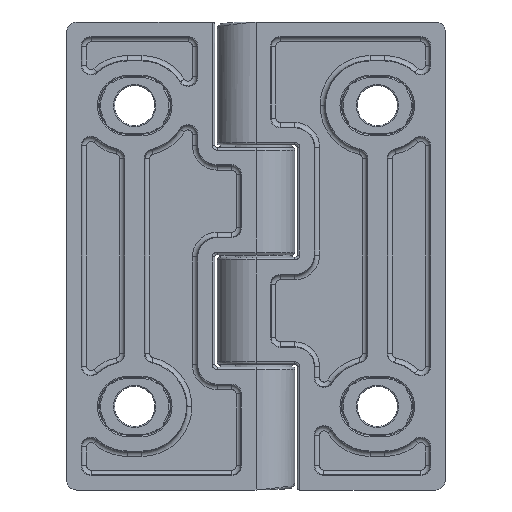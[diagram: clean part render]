
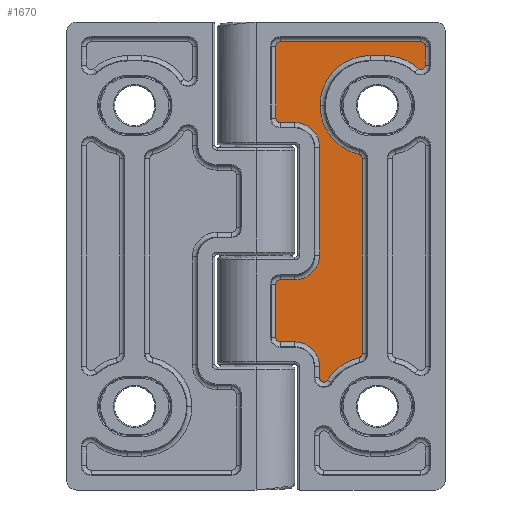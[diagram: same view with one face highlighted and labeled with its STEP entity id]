
A CAD part, front view. The second image highlights one B-rep face of the part: STEP entity #1670.
In plain terms, the highlighted planar face has unit normal (0, -1, 0).
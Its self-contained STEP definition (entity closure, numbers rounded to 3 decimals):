
#1670=ADVANCED_FACE('NONE',(#3761),#3762,.T.);
#3761=FACE_OUTER_BOUND('',#6932,.T.);
#3762=PLANE('',#6933);
#6932=EDGE_LOOP('',(#13213,#13214,#13215,#13216,#13217,#13218,#13219,#13220,#13221,#13222,#13223,#13224,#13225,#13226,#13227,#13228,#13229,#13230,#13231,#13232,#13233,#13234,#13235,#13236,#13237,#13238,#13239));
#6933=AXIS2_PLACEMENT_3D('',#13240,#13241,#13242);
#13213=ORIENTED_EDGE('',*,*,#18059,.T.);
#13214=ORIENTED_EDGE('',*,*,#18060,.T.);
#13215=ORIENTED_EDGE('',*,*,#18061,.T.);
#13216=ORIENTED_EDGE('',*,*,#18062,.T.);
#13217=ORIENTED_EDGE('',*,*,#18063,.T.);
#13218=ORIENTED_EDGE('',*,*,#18064,.T.);
#13219=ORIENTED_EDGE('',*,*,#18065,.T.);
#13220=ORIENTED_EDGE('',*,*,#18066,.T.);
#13221=ORIENTED_EDGE('',*,*,#18067,.T.);
#13222=ORIENTED_EDGE('',*,*,#18068,.T.);
#13223=ORIENTED_EDGE('',*,*,#18069,.T.);
#13224=ORIENTED_EDGE('',*,*,#18070,.T.);
#13225=ORIENTED_EDGE('',*,*,#18071,.T.);
#13226=ORIENTED_EDGE('',*,*,#18072,.T.);
#13227=ORIENTED_EDGE('',*,*,#18073,.T.);
#13228=ORIENTED_EDGE('',*,*,#18074,.T.);
#13229=ORIENTED_EDGE('',*,*,#18075,.T.);
#13230=ORIENTED_EDGE('',*,*,#18076,.T.);
#13231=ORIENTED_EDGE('',*,*,#18077,.T.);
#13232=ORIENTED_EDGE('',*,*,#18078,.T.);
#13233=ORIENTED_EDGE('',*,*,#18079,.T.);
#13234=ORIENTED_EDGE('',*,*,#18080,.T.);
#13235=ORIENTED_EDGE('',*,*,#18081,.T.);
#13236=ORIENTED_EDGE('',*,*,#18082,.T.);
#13237=ORIENTED_EDGE('',*,*,#18083,.T.);
#13238=ORIENTED_EDGE('',*,*,#18084,.T.);
#13239=ORIENTED_EDGE('',*,*,#17494,.T.);
#13240=CARTESIAN_POINT('',(37.589,-5.0,47.8));
#13241=DIRECTION('',(0.,-1.0,0.0));
#13242=DIRECTION('',(0.0,0.0,-1.0));
#17494=EDGE_CURVE('NONE',#20520,#20524,#20526,.T.);
#18059=EDGE_CURVE('NONE',#20524,#21346,#21347,.T.);
#18060=EDGE_CURVE('NONE',#21346,#21348,#21349,.T.);
#18061=EDGE_CURVE('NONE',#21348,#21350,#21351,.T.);
#18062=EDGE_CURVE('NONE',#21350,#21352,#21353,.T.);
#18063=EDGE_CURVE('NONE',#21352,#21354,#21355,.T.);
#18064=EDGE_CURVE('NONE',#21354,#21356,#21357,.T.);
#18065=EDGE_CURVE('NONE',#21356,#21358,#21359,.T.);
#18066=EDGE_CURVE('NONE',#21358,#21360,#21361,.T.);
#18067=EDGE_CURVE('NONE',#21360,#21362,#21363,.T.);
#18068=EDGE_CURVE('NONE',#21362,#21364,#21365,.T.);
#18069=EDGE_CURVE('NONE',#21364,#21366,#21367,.T.);
#18070=EDGE_CURVE('NONE',#21366,#21368,#21369,.T.);
#18071=EDGE_CURVE('NONE',#21368,#21370,#21371,.T.);
#18072=EDGE_CURVE('NONE',#21370,#21372,#21373,.T.);
#18073=EDGE_CURVE('NONE',#21372,#21374,#21375,.T.);
#18074=EDGE_CURVE('NONE',#21374,#21376,#21377,.T.);
#18075=EDGE_CURVE('NONE',#21376,#21378,#21379,.T.);
#18076=EDGE_CURVE('NONE',#21378,#21380,#21381,.T.);
#18077=EDGE_CURVE('NONE',#21380,#21382,#21383,.T.);
#18078=EDGE_CURVE('NONE',#21382,#21384,#21385,.T.);
#18079=EDGE_CURVE('NONE',#21384,#21386,#21387,.T.);
#18080=EDGE_CURVE('NONE',#21386,#21388,#21389,.T.);
#18081=EDGE_CURVE('NONE',#21388,#21390,#21391,.T.);
#18082=EDGE_CURVE('NONE',#21390,#21392,#21393,.T.);
#18083=EDGE_CURVE('NONE',#21392,#21394,#21395,.T.);
#18084=EDGE_CURVE('NONE',#21394,#20520,#21396,.T.);
#20520=VERTEX_POINT('',#24895);
#20524=VERTEX_POINT('NONE',#24899);
#20526=CIRCLE('',#24901,10.299);
#21346=VERTEX_POINT('NONE',#26225);
#21347=LINE('',#26226,#26227);
#21348=VERTEX_POINT('NONE',#26228);
#21349=CIRCLE('',#26229,10.299);
#21350=VERTEX_POINT('NONE',#26230);
#21351=CIRCLE('',#26231,0.894);
#21352=VERTEX_POINT('NONE',#26232);
#21353=LINE('',#26233,#26234);
#21354=VERTEX_POINT('NONE',#26235);
#21355=CIRCLE('',#26236,0.894);
#21356=VERTEX_POINT('NONE',#26237);
#21357=LINE('',#26238,#26239);
#21358=VERTEX_POINT('NONE',#26240);
#21359=CIRCLE('',#26241,0.894);
#21360=VERTEX_POINT('NONE',#26242);
#21361=LINE('',#26243,#26244);
#21362=VERTEX_POINT('NONE',#26245);
#21363=CIRCLE('',#26246,0.894);
#21364=VERTEX_POINT('NONE',#26247);
#21365=LINE('',#26248,#26249);
#21366=VERTEX_POINT('NONE',#26250);
#21367=CIRCLE('',#26251,5.106);
#21368=VERTEX_POINT('NONE',#26252);
#21369=LINE('',#26253,#26254);
#21370=VERTEX_POINT('NONE',#26255);
#21371=CIRCLE('',#26256,5.106);
#21372=VERTEX_POINT('NONE',#26257);
#21373=LINE('',#26258,#26259);
#21374=VERTEX_POINT('NONE',#26260);
#21375=CIRCLE('',#26261,0.894);
#21376=VERTEX_POINT('NONE',#26262);
#21377=LINE('',#26263,#26264);
#21378=VERTEX_POINT('NONE',#26265);
#21379=CIRCLE('',#26266,0.894);
#21380=VERTEX_POINT('NONE',#26267);
#21381=LINE('',#26268,#26269);
#21382=VERTEX_POINT('NONE',#26270);
#21383=CIRCLE('',#26271,5.106);
#21384=VERTEX_POINT('NONE',#26272);
#21385=LINE('',#26273,#26274);
#21386=VERTEX_POINT('NONE',#26275);
#21387=CIRCLE('',#26276,0.894);
#21388=VERTEX_POINT('NONE',#26277);
#21389=CIRCLE('',#26278,10.299);
#21390=VERTEX_POINT('NONE',#26279);
#21391=CIRCLE('',#26280,0.894);
#21392=VERTEX_POINT('NONE',#26281);
#21393=LINE('',#26282,#26283);
#21394=VERTEX_POINT('NONE',#26284);
#21395=CIRCLE('',#26285,0.894);
#21396=CIRCLE('',#26286,10.299);
#24895=CARTESIAN_POINT('',(13.201,-5.0,31.0));
#24899=CARTESIAN_POINT('',(23.5,-5.0,41.299));
#24901=AXIS2_PLACEMENT_3D('',#30310,#30311,#30312);
#26225=CARTESIAN_POINT('',(26.5,-5.0,41.299));
#26226=CARTESIAN_POINT('',(37.589,-5.0,41.299));
#26227=VECTOR('',#31116,1000.0);
#26228=CARTESIAN_POINT('',(33.401,-5.0,38.645));
#26229=AXIS2_PLACEMENT_3D('',#31117,#31118,#31119);
#26230=CARTESIAN_POINT('',(34.894,-5.0,39.309));
#26231=AXIS2_PLACEMENT_3D('',#31120,#31121,#31122);
#26232=CARTESIAN_POINT('',(34.894,-5.0,43.219));
#26233=CARTESIAN_POINT('',(34.894,-5.0,47.8));
#26234=VECTOR('',#31123,1000.0);
#26235=CARTESIAN_POINT('',(34.0,-5.0,44.113));
#26236=AXIS2_PLACEMENT_3D('',#31124,#31125,#31126);
#26237=CARTESIAN_POINT('',(5.,-5.0,44.113));
#26238=CARTESIAN_POINT('',(37.589,-5.0,44.113));
#26239=VECTOR('',#31127,1000.0);
#26240=CARTESIAN_POINT('',(4.106,-5.0,43.219));
#26241=AXIS2_PLACEMENT_3D('',#31128,#31129,#31130);
#26242=CARTESIAN_POINT('',(4.106,-5.0,28.4));
#26243=CARTESIAN_POINT('',(4.106,-5.0,47.8));
#26244=VECTOR('',#31131,1000.0);
#26245=CARTESIAN_POINT('',(5.0,-5.0,27.506));
#26246=AXIS2_PLACEMENT_3D('',#31132,#31133,#31134);
#26247=CARTESIAN_POINT('',(8.,-5.0,27.506));
#26248=CARTESIAN_POINT('',(37.589,-5.0,27.506));
#26249=VECTOR('',#31135,1000.0);
#26250=CARTESIAN_POINT('',(13.106,-5.0,22.4));
#26251=AXIS2_PLACEMENT_3D('',#31136,#31137,#31138);
#26252=CARTESIAN_POINT('',(13.106,-5.0,0.2));
#26253=CARTESIAN_POINT('',(13.106,-5.0,47.8));
#26254=VECTOR('',#31139,1000.0);
#26255=CARTESIAN_POINT('',(8.0,-5.0,-4.906));
#26256=AXIS2_PLACEMENT_3D('',#31140,#31141,#31142);
#26257=CARTESIAN_POINT('',(5.0,-5.0,-4.906));
#26258=CARTESIAN_POINT('',(37.589,-5.0,-4.906));
#26259=VECTOR('',#31143,1000.0);
#26260=CARTESIAN_POINT('',(4.106,-5.0,-5.8));
#26261=AXIS2_PLACEMENT_3D('',#31144,#31145,#31146);
#26262=CARTESIAN_POINT('',(4.106,-5.0,-16.8));
#26263=CARTESIAN_POINT('',(4.106,-5.0,47.8));
#26264=VECTOR('',#31147,1000.0);
#26265=CARTESIAN_POINT('',(5.,-5.0,-17.694));
#26266=AXIS2_PLACEMENT_3D('',#31148,#31149,#31150);
#26267=CARTESIAN_POINT('',(8.,-5.0,-17.694));
#26268=CARTESIAN_POINT('',(37.589,-5.0,-17.694));
#26269=VECTOR('',#31151,1000.0);
#26270=CARTESIAN_POINT('',(13.106,-5.0,-22.8));
#26271=AXIS2_PLACEMENT_3D('',#31152,#31153,#31154);
#26272=CARTESIAN_POINT('',(13.106,-5.0,-25.081));
#26273=CARTESIAN_POINT('',(13.106,-5.0,47.8));
#26274=VECTOR('',#31155,1000.0);
#26275=CARTESIAN_POINT('',(14.759,-5.0,-25.554));
#26276=AXIS2_PLACEMENT_3D('',#31156,#31157,#31158);
#26277=CARTESIAN_POINT('',(21.2,-5.0,-20.961));
#26278=AXIS2_PLACEMENT_3D('',#31159,#31160,#31161);
#26279=CARTESIAN_POINT('',(21.894,-5.0,-20.09));
#26280=AXIS2_PLACEMENT_3D('',#31162,#31163,#31164);
#26281=CARTESIAN_POINT('',(21.894,-5.0,20.09));
#26282=CARTESIAN_POINT('',(21.894,-5.0,47.8));
#26283=VECTOR('',#31165,1000.0);
#26284=CARTESIAN_POINT('',(21.2,-5.0,20.961));
#26285=AXIS2_PLACEMENT_3D('',#31166,#31167,#31168);
#26286=AXIS2_PLACEMENT_3D('',#31169,#31170,#31171);
#30310=CARTESIAN_POINT('',(23.5,-5.0,31.0));
#30311=DIRECTION('',(0.,1.0,0.));
#30312=DIRECTION('',(1.0,0.,0.));
#31116=DIRECTION('',(1.0,0.,0.));
#31117=CARTESIAN_POINT('',(26.5,-5.0,31.0));
#31118=DIRECTION('',(0.,1.0,0.));
#31119=DIRECTION('',(1.0,0.,0.));
#31120=CARTESIAN_POINT('',(34.0,-5.0,39.309));
#31121=DIRECTION('',(0.0,-1.0,0.0));
#31122=DIRECTION('',(1.0,0.0,0.0));
#31123=DIRECTION('',(0.,0.,1.0));
#31124=CARTESIAN_POINT('',(34.0,-5.0,43.219));
#31125=DIRECTION('',(0.0,-1.0,0.0));
#31126=DIRECTION('',(1.0,0.0,0.0));
#31127=DIRECTION('',(-1.0,0.,0.));
#31128=CARTESIAN_POINT('',(5.0,-5.0,43.219));
#31129=DIRECTION('',(0.0,-1.0,0.0));
#31130=DIRECTION('',(1.0,0.0,0.0));
#31131=DIRECTION('',(0.,0.,-1.0));
#31132=CARTESIAN_POINT('',(5.0,-5.0,28.4));
#31133=DIRECTION('',(0.0,-1.0,0.0));
#31134=DIRECTION('',(1.0,0.0,0.0));
#31135=DIRECTION('',(1.0,0.,0.));
#31136=CARTESIAN_POINT('',(8.0,-5.0,22.4));
#31137=DIRECTION('',(0.,1.0,0.));
#31138=DIRECTION('',(1.0,0.,0.));
#31139=DIRECTION('',(-0.0,-0.0,-1.0));
#31140=CARTESIAN_POINT('',(8.0,-5.0,0.2));
#31141=DIRECTION('',(0.,1.0,0.0));
#31142=DIRECTION('',(1.0,0.,0.0));
#31143=DIRECTION('',(-1.0,0.,0.));
#31144=CARTESIAN_POINT('',(5.0,-5.0,-5.8));
#31145=DIRECTION('',(0.0,-1.0,0.0));
#31146=DIRECTION('',(1.0,0.0,0.0));
#31147=DIRECTION('',(0.,0.,-1.0));
#31148=CARTESIAN_POINT('',(5.0,-5.0,-16.8));
#31149=DIRECTION('',(0.0,-1.0,0.0));
#31150=DIRECTION('',(1.0,0.0,0.0));
#31151=DIRECTION('',(1.0,0.,0.));
#31152=CARTESIAN_POINT('',(8.0,-5.0,-22.8));
#31153=DIRECTION('',(0.,1.0,0.));
#31154=DIRECTION('',(1.0,0.,0.));
#31155=DIRECTION('',(-0.0,-0.0,-1.0));
#31156=CARTESIAN_POINT('',(14.0,-5.0,-25.081));
#31157=DIRECTION('',(0.0,-1.0,0.0));
#31158=DIRECTION('',(1.0,0.0,0.0));
#31159=CARTESIAN_POINT('',(23.5,-5.0,-31.0));
#31160=DIRECTION('',(0.,1.0,0.0));
#31161=DIRECTION('',(1.0,0.,0.0));
#31162=CARTESIAN_POINT('',(21.0,-5.0,-20.09));
#31163=DIRECTION('',(0.0,-1.0,0.0));
#31164=DIRECTION('',(1.0,0.0,0.0));
#31165=DIRECTION('',(-0.0,-0.0,1.0));
#31166=CARTESIAN_POINT('',(21.0,-5.0,20.09));
#31167=DIRECTION('',(0.0,-1.0,0.0));
#31168=DIRECTION('',(1.0,0.0,0.0));
#31169=CARTESIAN_POINT('',(23.5,-5.0,31.0));
#31170=DIRECTION('',(0.,1.0,0.));
#31171=DIRECTION('',(1.0,0.,0.));
